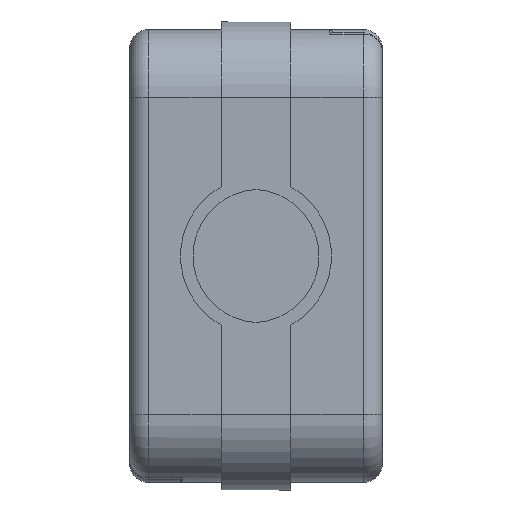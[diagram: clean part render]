
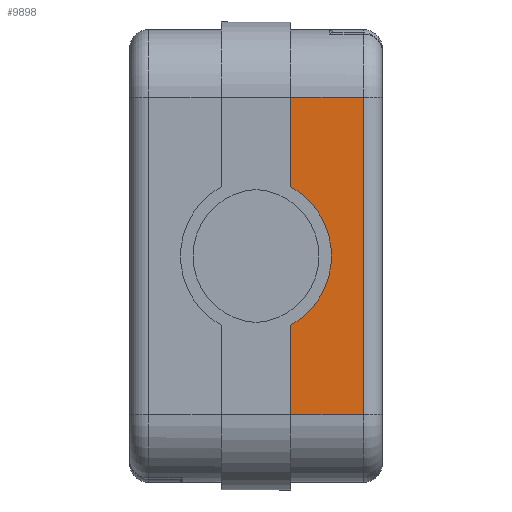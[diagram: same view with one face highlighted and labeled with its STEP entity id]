
A CAD part, left-side view. The second image highlights one B-rep face of the part: STEP entity #9898.
In plain terms, the highlighted planar face has unit normal (-1, 0, 0).
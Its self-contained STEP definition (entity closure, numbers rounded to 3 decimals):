
#3042 = DIRECTION ( 'NONE',  ( -1., 0., 0. ) ) ;
#3756 = EDGE_CURVE ( 'NONE', #8632, #25592, #11756, .T. ) ;
#4167 = CARTESIAN_POINT ( 'NONE',  ( -41.5, -4., -12.6 ) ) ;
#4913 = EDGE_LOOP ( 'NONE', ( #5058, #24297, #37191, #13685, #19410, #9255 ) ) ;
#5058 = ORIENTED_EDGE ( 'NONE', *, *, #27503, .T. ) ;
#5211 = EDGE_CURVE ( 'NONE', #34692, #9334, #23259, .T. ) ;
#8632 = VERTEX_POINT ( 'NONE', #12455 ) ;
#9255 = ORIENTED_EDGE ( 'NONE', *, *, #10466, .F. ) ;
#9334 = VERTEX_POINT ( 'NONE', #23155 ) ;
#9434 = AXIS2_PLACEMENT_3D ( 'NONE', #20761, #3042, #23766 ) ;
#9898 = ADVANCED_FACE ( 'NONE', ( #23124 ), #12988, .F. ) ;
#10158 = DIRECTION ( 'NONE',  ( 1., 0., 0. ) ) ;
#10466 = EDGE_CURVE ( 'NONE', #36100, #34902, #27714, .T. ) ;
#11756 = LINE ( 'NONE', #26393, #19590 ) ;
#12382 = LINE ( 'NONE', #20720, #35079 ) ;
#12455 = CARTESIAN_POINT ( 'NONE',  ( -41.5, -4., 5.512 ) ) ;
#12988 = PLANE ( 'NONE',  #27128 ) ;
#13148 = CARTESIAN_POINT ( 'NONE',  ( -41.5, -4., 12.6 ) ) ;
#13685 = ORIENTED_EDGE ( 'NONE', *, *, #3756, .F. ) ;
#19410 = ORIENTED_EDGE ( 'NONE', *, *, #30641, .F. ) ;
#19590 = VECTOR ( 'NONE', #29380, 1000. ) ;
#19850 = VECTOR ( 'NONE', #33817, 1000. ) ;
#19982 = LINE ( 'NONE', #29039, #34814 ) ;
#20720 = CARTESIAN_POINT ( 'NONE',  ( -41.5, -4., -12.6 ) ) ;
#20761 = CARTESIAN_POINT ( 'NONE',  ( -41.5, -0.95, 0. ) ) ;
#22769 = DIRECTION ( 'NONE',  ( 0., 0., 1. ) ) ;
#22911 = CIRCLE ( 'NONE', #9434, 6.3 ) ;
#23124 = FACE_OUTER_BOUND ( 'NONE', #4913, .T. ) ;
#23155 = CARTESIAN_POINT ( 'NONE',  ( -41.5, -9.8, 12.6 ) ) ;
#23259 = LINE ( 'NONE', #38060, #31133 ) ;
#23766 = DIRECTION ( 'NONE',  ( 0., 0., 1. ) ) ;
#23843 = DIRECTION ( 'NONE',  ( 0., -1., 0. ) ) ;
#24297 = ORIENTED_EDGE ( 'NONE', *, *, #5211, .T. ) ;
#24883 = CARTESIAN_POINT ( 'NONE',  ( -41.5, -4., -18.6 ) ) ;
#25592 = VERTEX_POINT ( 'NONE', #13148 ) ;
#26393 = CARTESIAN_POINT ( 'NONE',  ( -41.5, -4., -18.6 ) ) ;
#26395 = EDGE_CURVE ( 'NONE', #9334, #25592, #19982, .T. ) ;
#27128 = AXIS2_PLACEMENT_3D ( 'NONE', #27859, #10158, #30870 ) ;
#27503 = EDGE_CURVE ( 'NONE', #36100, #34692, #12382, .T. ) ;
#27714 = LINE ( 'NONE', #24883, #19850 ) ;
#27859 = CARTESIAN_POINT ( 'NONE',  ( -41.5, -4., -18.6 ) ) ;
#27994 = CARTESIAN_POINT ( 'NONE',  ( -41.5, -4., -5.512 ) ) ;
#29039 = CARTESIAN_POINT ( 'NONE',  ( -41.5, -4., 12.6 ) ) ;
#29380 = DIRECTION ( 'NONE',  ( 0., 0., 1. ) ) ;
#30641 = EDGE_CURVE ( 'NONE', #34902, #8632, #22911, .T. ) ;
#30870 = DIRECTION ( 'NONE',  ( 0., 0., -1. ) ) ;
#31133 = VECTOR ( 'NONE', #22769, 1000. ) ;
#31885 = DIRECTION ( 'NONE',  ( 0., 1., 0. ) ) ;
#32588 = CARTESIAN_POINT ( 'NONE',  ( -41.5, -9.8, -12.6 ) ) ;
#33817 = DIRECTION ( 'NONE',  ( 0., 0., 1. ) ) ;
#34692 = VERTEX_POINT ( 'NONE', #32588 ) ;
#34814 = VECTOR ( 'NONE', #31885, 1000. ) ;
#34902 = VERTEX_POINT ( 'NONE', #27994 ) ;
#35079 = VECTOR ( 'NONE', #23843, 1000. ) ;
#36100 = VERTEX_POINT ( 'NONE', #4167 ) ;
#37191 = ORIENTED_EDGE ( 'NONE', *, *, #26395, .T. ) ;
#38060 = CARTESIAN_POINT ( 'NONE',  ( -41.5, -9.8, -18.6 ) ) ;
